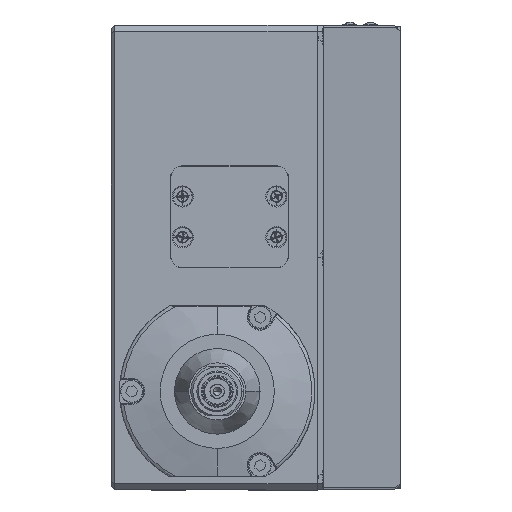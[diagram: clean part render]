
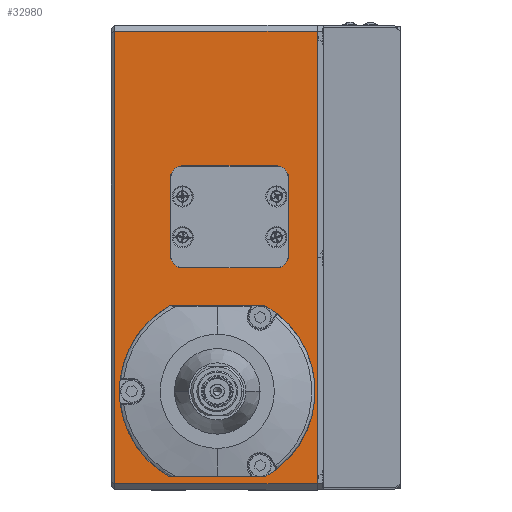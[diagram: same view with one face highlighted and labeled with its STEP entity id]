
A CAD part, front view. The second image highlights one B-rep face of the part: STEP entity #32980.
In plain terms, the highlighted planar face has unit normal (0, -1, 0).
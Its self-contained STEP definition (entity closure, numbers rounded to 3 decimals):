
#874 = CARTESIAN_POINT ( 'NONE',  ( 0., -147., 25.504 ) ) ;
#897 = EDGE_CURVE ( 'NONE', #22650, #17305, #28201, .T. ) ;
#1030 = VERTEX_POINT ( 'NONE', #6339 ) ;
#1399 = CARTESIAN_POINT ( 'NONE',  ( -9., -147., 0.504 ) ) ;
#1651 = EDGE_CURVE ( 'NONE', #20097, #33893, #36986, .T. ) ;
#1971 = CARTESIAN_POINT ( 'NONE',  ( 14., -147., 22.504 ) ) ;
#2256 = CARTESIAN_POINT ( 'NONE',  ( -12., -147., 0. ) ) ;
#2508 = VERTEX_POINT ( 'NONE', #34302 ) ;
#2627 = VERTEX_POINT ( 'NONE', #16750 ) ;
#2999 = AXIS2_PLACEMENT_3D ( 'NONE', #1971, #31001, #13591 ) ;
#3998 = CARTESIAN_POINT ( 'NONE',  ( -12., -147., 22.504 ) ) ;
#4038 = VECTOR ( 'NONE', #4259, 1000. ) ;
#4259 = DIRECTION ( 'NONE',  ( 0., 0., -1. ) ) ;
#4324 = VECTOR ( 'NONE', #38281, 1000. ) ;
#4456 = DIRECTION ( 'NONE',  ( -1., 0., 0. ) ) ;
#4536 = AXIS2_PLACEMENT_3D ( 'NONE', #5402, #28822, #17411 ) ;
#4651 = EDGE_LOOP ( 'NONE', ( #28584, #30336, #30078, #36469, #34213, #24069, #6245, #29792 ) ) ;
#5402 = CARTESIAN_POINT ( 'NONE',  ( -9., -147., 22.504 ) ) ;
#6245 = ORIENTED_EDGE ( 'NONE', *, *, #6712, .F. ) ;
#6317 = VECTOR ( 'NONE', #15914, 1000. ) ;
#6339 = CARTESIAN_POINT ( 'NONE',  ( 17., -147., 22.504 ) ) ;
#6497 = VECTOR ( 'NONE', #21569, 1000. ) ;
#6712 = EDGE_CURVE ( 'NONE', #33893, #30368, #38507, .T. ) ;
#6786 = CARTESIAN_POINT ( 'NONE',  ( 24., -147., -52.5 ) ) ;
#6847 = CARTESIAN_POINT ( 'NONE',  ( 0., -147., 0.504 ) ) ;
#7293 = DIRECTION ( 'NONE',  ( 0., 0., 1. ) ) ;
#7570 = EDGE_CURVE ( 'NONE', #21310, #14739, #18386, .T. ) ;
#9731 = PLANE ( 'NONE',  #31904 ) ;
#10151 = ORIENTED_EDGE ( 'NONE', *, *, #22287, .F. ) ;
#10458 = FACE_BOUND ( 'NONE', #4651, .T. ) ;
#11935 = VECTOR ( 'NONE', #7293, 1000. ) ;
#13136 = VECTOR ( 'NONE', #4456, 1000. ) ;
#13591 = DIRECTION ( 'NONE',  ( 0., 0., 1. ) ) ;
#13770 = CARTESIAN_POINT ( 'NONE',  ( 17., -147., 3.504 ) ) ;
#14502 = EDGE_LOOP ( 'NONE', ( #15875, #22908, #10151, #28192 ) ) ;
#14739 = VERTEX_POINT ( 'NONE', #3998 ) ;
#15506 = CARTESIAN_POINT ( 'NONE',  ( 14., -147., 0.504 ) ) ;
#15563 = CIRCLE ( 'NONE', #2999, 3. ) ;
#15650 = EDGE_CURVE ( 'NONE', #2627, #2508, #25335, .T. ) ;
#15836 = LINE ( 'NONE', #874, #6497 ) ;
#15875 = ORIENTED_EDGE ( 'NONE', *, *, #37566, .F. ) ;
#15914 = DIRECTION ( 'NONE',  ( 1., 0., 0. ) ) ;
#16401 = DIRECTION ( 'NONE',  ( 0., 0., -1. ) ) ;
#16682 = CARTESIAN_POINT ( 'NONE',  ( -25.7, -147., 50. ) ) ;
#16750 = CARTESIAN_POINT ( 'NONE',  ( -25.7, -147., 58.5 ) ) ;
#17305 = VERTEX_POINT ( 'NONE', #6786 ) ;
#17411 = DIRECTION ( 'NONE',  ( 0., 0., 1. ) ) ;
#17983 = AXIS2_PLACEMENT_3D ( 'NONE', #25375, #22626, #37401 ) ;
#18386 = CIRCLE ( 'NONE', #4536, 3. ) ;
#18412 = CARTESIAN_POINT ( 'NONE',  ( -12., -147., 3.504 ) ) ;
#18888 = VECTOR ( 'NONE', #26274, 1000. ) ;
#19313 = CARTESIAN_POINT ( 'NONE',  ( 17., -147., 0. ) ) ;
#19424 = CARTESIAN_POINT ( 'NONE',  ( 0., -147., -52.5 ) ) ;
#19663 = VERTEX_POINT ( 'NONE', #18412 ) ;
#20097 = VERTEX_POINT ( 'NONE', #1399 ) ;
#20746 = VECTOR ( 'NONE', #16401, 1000. ) ;
#21300 = EDGE_CURVE ( 'NONE', #30368, #1030, #30967, .T. ) ;
#21310 = VERTEX_POINT ( 'NONE', #33911 ) ;
#21569 = DIRECTION ( 'NONE',  ( -1., 0., 0. ) ) ;
#21578 = DIRECTION ( 'NONE',  ( 0., 1., 0. ) ) ;
#21739 = CIRCLE ( 'NONE', #17983, 3. ) ;
#21761 = FACE_OUTER_BOUND ( 'NONE', #14502, .T. ) ;
#22154 = VERTEX_POINT ( 'NONE', #22777 ) ;
#22287 = EDGE_CURVE ( 'NONE', #17305, #2508, #34407, .T. ) ;
#22626 = DIRECTION ( 'NONE',  ( 0., -1., 0. ) ) ;
#22650 = VERTEX_POINT ( 'NONE', #29033 ) ;
#22684 = DIRECTION ( 'NONE',  ( 0., 0., 1. ) ) ;
#22777 = CARTESIAN_POINT ( 'NONE',  ( 14., -147., 25.504 ) ) ;
#22908 = ORIENTED_EDGE ( 'NONE', *, *, #15650, .T. ) ;
#23612 = EDGE_CURVE ( 'NONE', #14739, #19663, #26090, .T. ) ;
#24069 = ORIENTED_EDGE ( 'NONE', *, *, #21300, .F. ) ;
#25335 = LINE ( 'NONE', #16682, #4038 ) ;
#25375 = CARTESIAN_POINT ( 'NONE',  ( -9., -147., 3.504 ) ) ;
#25858 = LINE ( 'NONE', #26449, #4324 ) ;
#26090 = LINE ( 'NONE', #2256, #18888 ) ;
#26131 = DIRECTION ( 'NONE',  ( 0., -1., 0. ) ) ;
#26274 = DIRECTION ( 'NONE',  ( 0., 0., -1. ) ) ;
#26449 = CARTESIAN_POINT ( 'NONE',  ( 0., -147., 58.5 ) ) ;
#27048 = DIRECTION ( 'NONE',  ( 0., 0., 1. ) ) ;
#28084 = EDGE_CURVE ( 'NONE', #22154, #21310, #15836, .T. ) ;
#28192 = ORIENTED_EDGE ( 'NONE', *, *, #897, .F. ) ;
#28201 = LINE ( 'NONE', #37088, #20746 ) ;
#28584 = ORIENTED_EDGE ( 'NONE', *, *, #30338, .F. ) ;
#28822 = DIRECTION ( 'NONE',  ( 0., -1., 0. ) ) ;
#28894 = CARTESIAN_POINT ( 'NONE',  ( 14., -147., 3.504 ) ) ;
#29033 = CARTESIAN_POINT ( 'NONE',  ( 24., -147., 58.5 ) ) ;
#29792 = ORIENTED_EDGE ( 'NONE', *, *, #1651, .F. ) ;
#30078 = ORIENTED_EDGE ( 'NONE', *, *, #7570, .F. ) ;
#30336 = ORIENTED_EDGE ( 'NONE', *, *, #23612, .F. ) ;
#30338 = EDGE_CURVE ( 'NONE', #19663, #20097, #21739, .T. ) ;
#30368 = VERTEX_POINT ( 'NONE', #13770 ) ;
#30967 = LINE ( 'NONE', #19313, #11935 ) ;
#31001 = DIRECTION ( 'NONE',  ( 0., -1., 0. ) ) ;
#31904 = AXIS2_PLACEMENT_3D ( 'NONE', #36355, #21578, #22684 ) ;
#32980 = ADVANCED_FACE ( 'NONE', ( #10458, #21761 ), #9731, .F. ) ;
#33893 = VERTEX_POINT ( 'NONE', #15506 ) ;
#33911 = CARTESIAN_POINT ( 'NONE',  ( -9., -147., 25.504 ) ) ;
#34213 = ORIENTED_EDGE ( 'NONE', *, *, #36132, .F. ) ;
#34302 = CARTESIAN_POINT ( 'NONE',  ( -25.7, -147., -52.5 ) ) ;
#34407 = LINE ( 'NONE', #19424, #13136 ) ;
#36132 = EDGE_CURVE ( 'NONE', #1030, #22154, #15563, .T. ) ;
#36355 = CARTESIAN_POINT ( 'NONE',  ( 0., -147., 0. ) ) ;
#36469 = ORIENTED_EDGE ( 'NONE', *, *, #28084, .F. ) ;
#36986 = LINE ( 'NONE', #6847, #6317 ) ;
#37088 = CARTESIAN_POINT ( 'NONE',  ( 24., -147., 0. ) ) ;
#37207 = AXIS2_PLACEMENT_3D ( 'NONE', #28894, #26131, #27048 ) ;
#37401 = DIRECTION ( 'NONE',  ( 0., 0., 1. ) ) ;
#37566 = EDGE_CURVE ( 'NONE', #2627, #22650, #25858, .T. ) ;
#38281 = DIRECTION ( 'NONE',  ( 1., 0., 0. ) ) ;
#38507 = CIRCLE ( 'NONE', #37207, 3. ) ;
